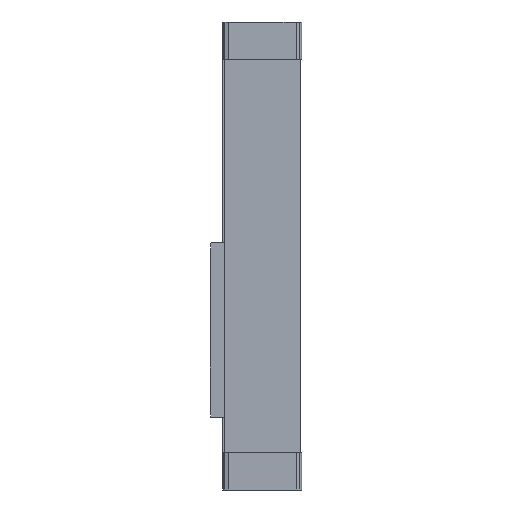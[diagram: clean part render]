
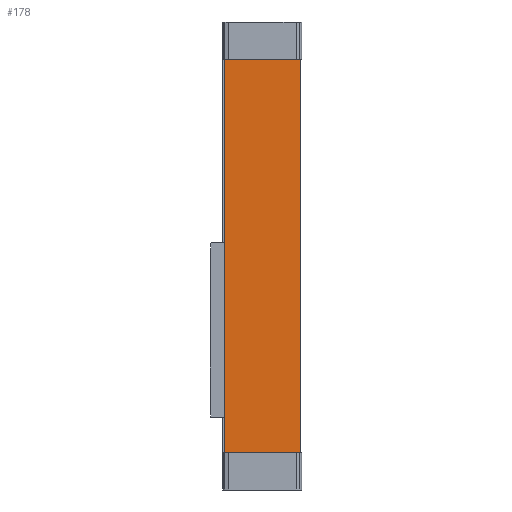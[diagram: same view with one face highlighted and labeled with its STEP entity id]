
A CAD part, left-side view. The second image highlights one B-rep face of the part: STEP entity #178.
In plain terms, the highlighted planar face has unit normal (-1, 0, 0).
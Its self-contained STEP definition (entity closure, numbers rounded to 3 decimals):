
#178 = ADVANCED_FACE( '', ( #401 ), #402, .F. );
#401 = FACE_OUTER_BOUND( '', #940, .T. );
#402 = PLANE( '', #941 );
#940 = EDGE_LOOP( '', ( #1535, #1536, #1537, #1538 ) );
#941 = AXIS2_PLACEMENT_3D( '', #1539, #1540, #1541 );
#1535 = ORIENTED_EDGE( '', *, *, #2924, .T. );
#1536 = ORIENTED_EDGE( '', *, *, #2925, .F. );
#1537 = ORIENTED_EDGE( '', *, *, #2926, .F. );
#1538 = ORIENTED_EDGE( '', *, *, #2927, .T. );
#1539 = CARTESIAN_POINT( '', ( -51., 51., 265. ) );
#1540 = DIRECTION( '', ( 1., 0., 0. ) );
#1541 = DIRECTION( '', ( 0., 0., -1. ) );
#2924 = EDGE_CURVE( '', #3356, #3357, #3358, .T. );
#2925 = EDGE_CURVE( '', #3359, #3357, #3360, .T. );
#2926 = EDGE_CURVE( '', #3361, #3359, #3362, .T. );
#2927 = EDGE_CURVE( '', #3361, #3356, #3363, .T. );
#3356 = VERTEX_POINT( '', #4085 );
#3357 = VERTEX_POINT( '', #4086 );
#3358 = LINE( '', #4087, #4088 );
#3359 = VERTEX_POINT( '', #4089 );
#3360 = LINE( '', #4090, #4091 );
#3361 = VERTEX_POINT( '', #4092 );
#3362 = LINE( '', #4093, #4094 );
#3363 = LINE( '', #4095, #4096 );
#4085 = CARTESIAN_POINT( '', ( -51., 51., -265. ) );
#4086 = CARTESIAN_POINT( '', ( -51., -51., -265. ) );
#4087 = CARTESIAN_POINT( '', ( -51., 51., -265. ) );
#4088 = VECTOR( '', #4956, 1000. );
#4089 = CARTESIAN_POINT( '', ( -51., -51., 265. ) );
#4090 = CARTESIAN_POINT( '', ( -51., -51., 265. ) );
#4091 = VECTOR( '', #4957, 1000. );
#4092 = CARTESIAN_POINT( '', ( -51., 51., 265. ) );
#4093 = CARTESIAN_POINT( '', ( -51., 51., 265. ) );
#4094 = VECTOR( '', #4958, 1000. );
#4095 = CARTESIAN_POINT( '', ( -51., 51., 265. ) );
#4096 = VECTOR( '', #4959, 1000. );
#4956 = DIRECTION( '', ( 0., -1., 0. ) );
#4957 = DIRECTION( '', ( 0., 0., -1. ) );
#4958 = DIRECTION( '', ( 0., -1., 0. ) );
#4959 = DIRECTION( '', ( 0., 0., -1. ) );
